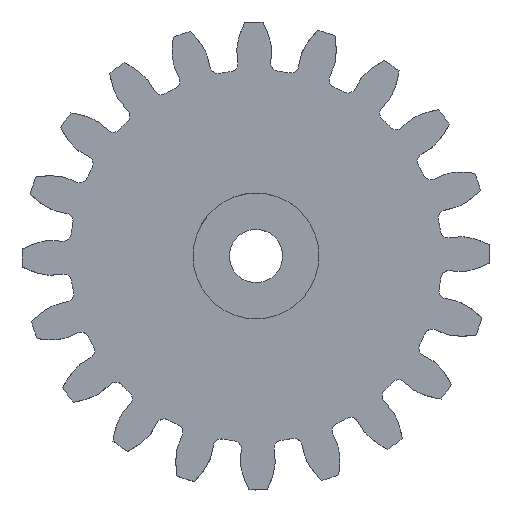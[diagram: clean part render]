
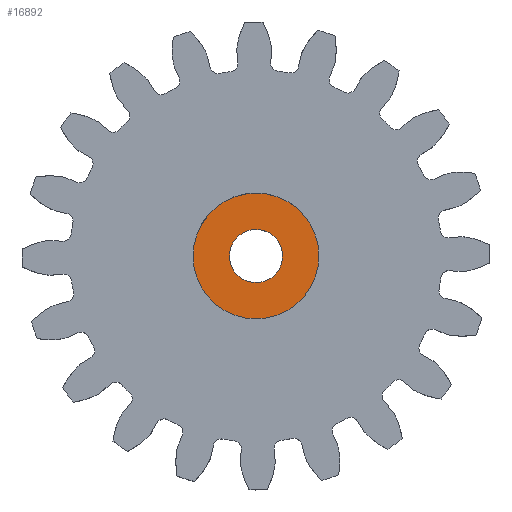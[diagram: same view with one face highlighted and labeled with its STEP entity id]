
A CAD part, top view. The second image highlights one B-rep face of the part: STEP entity #16892.
In plain terms, the highlighted planar face has unit normal (0, 0, 1).
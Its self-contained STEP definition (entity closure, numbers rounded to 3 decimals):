
#11425 = CYLINDRICAL_SURFACE('',#11426,2.96);
#11426 = AXIS2_PLACEMENT_3D('',#11427,#11428,#11429);
#11427 = CARTESIAN_POINT('',(0.,38.,3.));
#11428 = DIRECTION('',(0.,0.,-1.));
#11429 = DIRECTION('',(1.,0.009,0.));
#16799 = VERTEX_POINT('',#16800);
#16800 = CARTESIAN_POINT('',(2.96,38.026,3.));
#16821 = EDGE_CURVE('',#16799,#16799,#16822,.T.);
#16822 = SURFACE_CURVE('',#16823,(#16828,#16835),.PCURVE_S1.);
#16823 = CIRCLE('',#16824,2.96);
#16824 = AXIS2_PLACEMENT_3D('',#16825,#16826,#16827);
#16825 = CARTESIAN_POINT('',(0.,38.,3.));
#16826 = DIRECTION('',(0.,0.,-1.));
#16827 = DIRECTION('',(1.,0.009,0.));
#16828 = PCURVE('',#11425,#16829);
#16829 = DEFINITIONAL_REPRESENTATION('',(#16830),#16834);
#16830 = LINE('',#16831,#16832);
#16831 = CARTESIAN_POINT('',(0.,0.));
#16832 = VECTOR('',#16833,1.);
#16833 = DIRECTION('',(1.,0.));
#16834 = ( GEOMETRIC_REPRESENTATION_CONTEXT(2) 
PARAMETRIC_REPRESENTATION_CONTEXT() REPRESENTATION_CONTEXT('2D SPACE',''
  ) );
#16835 = PCURVE('',#16836,#16841);
#16836 = PLANE('',#16837);
#16837 = AXIS2_PLACEMENT_3D('',#16838,#16839,#16840);
#16838 = CARTESIAN_POINT('',(4.,38.035,3.));
#16839 = DIRECTION('',(0.,0.,1.));
#16840 = DIRECTION('',(1.,0.,0.));
#16841 = DEFINITIONAL_REPRESENTATION('',(#16842),#16850);
#16842 = ( BOUNDED_CURVE() B_SPLINE_CURVE(2,(#16843,#16844,#16845,#16846
    ,#16847,#16848,#16849),.UNSPECIFIED.,.F.,.F.) 
B_SPLINE_CURVE_WITH_KNOTS((1,2,2,2,2,1),(-2.094,0.,
    2.094,4.189,6.283,8.378),
.UNSPECIFIED.) CURVE() GEOMETRIC_REPRESENTATION_ITEM() 
RATIONAL_B_SPLINE_CURVE((1.,0.5,1.,0.5,1.,0.5,1.)) REPRESENTATION_ITEM(
  '') );
#16843 = CARTESIAN_POINT('',(-1.04,-0.009));
#16844 = CARTESIAN_POINT('',(-0.995,-5.136));
#16845 = CARTESIAN_POINT('',(-5.457,-2.611));
#16846 = CARTESIAN_POINT('',(-9.92,-0.087));
#16847 = CARTESIAN_POINT('',(-5.502,2.516));
#16848 = CARTESIAN_POINT('',(-1.085,5.118));
#16849 = CARTESIAN_POINT('',(-1.04,-0.009));
#16850 = ( GEOMETRIC_REPRESENTATION_CONTEXT(2) 
PARAMETRIC_REPRESENTATION_CONTEXT() REPRESENTATION_CONTEXT('2D SPACE',''
  ) );
#16881 = CYLINDRICAL_SURFACE('',#16882,1.25);
#16882 = AXIS2_PLACEMENT_3D('',#16883,#16884,#16885);
#16883 = CARTESIAN_POINT('',(0.,38.,3.));
#16884 = DIRECTION('',(0.,0.,1.));
#16885 = DIRECTION('',(1.,0.009,0.));
#16892 = ADVANCED_FACE('',(#16893,#16896),#16836,.T.);
#16893 = FACE_BOUND('',#16894,.T.);
#16894 = EDGE_LOOP('',(#16895));
#16895 = ORIENTED_EDGE('',*,*,#16821,.F.);
#16896 = FACE_BOUND('',#16897,.T.);
#16897 = EDGE_LOOP('',(#16898));
#16898 = ORIENTED_EDGE('',*,*,#16899,.T.);
#16899 = EDGE_CURVE('',#16900,#16900,#16902,.T.);
#16900 = VERTEX_POINT('',#16901);
#16901 = CARTESIAN_POINT('',(1.25,38.011,3.));
#16902 = SURFACE_CURVE('',#16903,(#16908,#16919),.PCURVE_S1.);
#16903 = CIRCLE('',#16904,1.25);
#16904 = AXIS2_PLACEMENT_3D('',#16905,#16906,#16907);
#16905 = CARTESIAN_POINT('',(0.,38.,3.));
#16906 = DIRECTION('',(0.,0.,-1.));
#16907 = DIRECTION('',(1.,0.009,0.));
#16908 = PCURVE('',#16836,#16909);
#16909 = DEFINITIONAL_REPRESENTATION('',(#16910),#16918);
#16910 = ( BOUNDED_CURVE() B_SPLINE_CURVE(2,(#16911,#16912,#16913,#16914
    ,#16915,#16916,#16917),.UNSPECIFIED.,.F.,.F.) 
B_SPLINE_CURVE_WITH_KNOTS((1,2,2,2,2,1),(-2.094,0.,
    2.094,4.189,6.283,8.378),
.UNSPECIFIED.) CURVE() GEOMETRIC_REPRESENTATION_ITEM() 
RATIONAL_B_SPLINE_CURVE((1.,0.5,1.,0.5,1.,0.5,1.)) REPRESENTATION_ITEM(
  '') );
#16911 = CARTESIAN_POINT('',(-2.75,-0.024));
#16912 = CARTESIAN_POINT('',(-2.731,-2.189));
#16913 = CARTESIAN_POINT('',(-4.615,-1.123));
#16914 = CARTESIAN_POINT('',(-6.5,-0.057));
#16915 = CARTESIAN_POINT('',(-4.634,1.042));
#16916 = CARTESIAN_POINT('',(-2.769,2.141));
#16917 = CARTESIAN_POINT('',(-2.75,-0.024));
#16918 = ( GEOMETRIC_REPRESENTATION_CONTEXT(2) 
PARAMETRIC_REPRESENTATION_CONTEXT() REPRESENTATION_CONTEXT('2D SPACE',''
  ) );
#16919 = PCURVE('',#16881,#16920);
#16920 = DEFINITIONAL_REPRESENTATION('',(#16921),#16925);
#16921 = LINE('',#16922,#16923);
#16922 = CARTESIAN_POINT('',(-0.,0.));
#16923 = VECTOR('',#16924,1.);
#16924 = DIRECTION('',(-1.,0.));
#16925 = ( GEOMETRIC_REPRESENTATION_CONTEXT(2) 
PARAMETRIC_REPRESENTATION_CONTEXT() REPRESENTATION_CONTEXT('2D SPACE',''
  ) );
